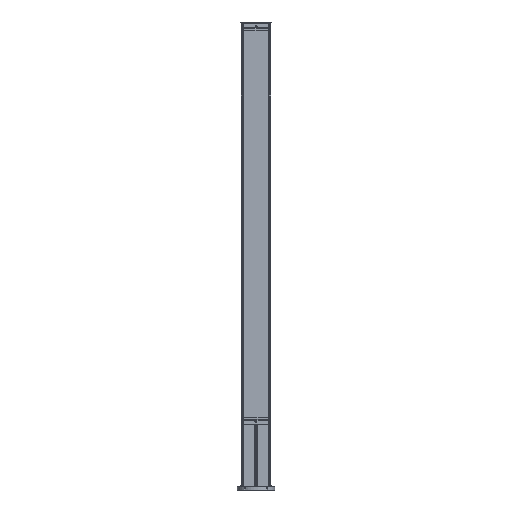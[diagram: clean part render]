
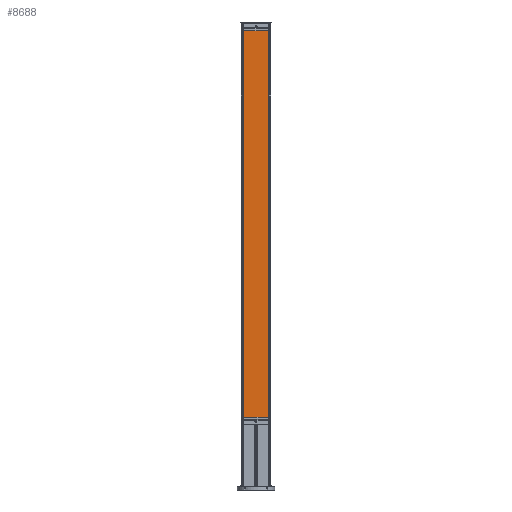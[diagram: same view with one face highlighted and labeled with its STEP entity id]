
A CAD part, front view. The second image highlights one B-rep face of the part: STEP entity #8688.
In plain terms, the highlighted planar face has unit normal (0, -1, 0).
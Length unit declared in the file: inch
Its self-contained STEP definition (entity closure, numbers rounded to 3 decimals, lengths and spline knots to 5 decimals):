
#5 = CARTESIAN_POINT ( 'NONE',  ( 2.26471, -0.92741, 85.7874 ) ) ;
#784 = LINE ( 'NONE', #5704, #2420 ) ;
#819 = EDGE_CURVE ( 'NONE', #1922, #12748, #8085, .T. ) ;
#1080 = VERTEX_POINT ( 'NONE', #1992 ) ;
#1360 = LINE ( 'NONE', #2416, #14075 ) ;
#1480 = VERTEX_POINT ( 'NONE', #2688 ) ;
#1505 = VERTEX_POINT ( 'NONE', #13556 ) ;
#1612 = CARTESIAN_POINT ( 'NONE',  ( -2.26285, -0.92741, 85.7874 ) ) ;
#1822 = ORIENTED_EDGE ( 'NONE', *, *, #11694, .T. ) ;
#1841 = DIRECTION ( 'NONE',  ( 0., 0., -1. ) ) ;
#1891 = CARTESIAN_POINT ( 'NONE',  ( 2.39173, -0.92741, 86.10236 ) ) ;
#1922 = VERTEX_POINT ( 'NONE', #5 ) ;
#1992 = CARTESIAN_POINT ( 'NONE',  ( 2.39173, -0.92741, 13.18898 ) ) ;
#2192 = CARTESIAN_POINT ( 'NONE',  ( 1.50973, -0.92741, 85.7874 ) ) ;
#2202 = LINE ( 'NONE', #3341, #13900 ) ;
#2231 = VECTOR ( 'NONE', #6050, 39.37008 ) ;
#2416 = CARTESIAN_POINT ( 'NONE',  ( 2.39173, -0.92741, 75.3937 ) ) ;
#2420 = VECTOR ( 'NONE', #5536, 39.37008 ) ;
#2563 = FACE_OUTER_BOUND ( 'NONE', #7354, .T. ) ;
#2688 = CARTESIAN_POINT ( 'NONE',  ( -2.26665, -0.92741, 13.50394 ) ) ;
#2725 = CARTESIAN_POINT ( 'NONE',  ( -2.39173, -0.92741, 86.10236 ) ) ;
#3013 = ORIENTED_EDGE ( 'NONE', *, *, #3456, .F. ) ;
#3341 = CARTESIAN_POINT ( 'NONE',  ( 1.50973, -0.92741, 86.10236 ) ) ;
#3409 = ORIENTED_EDGE ( 'NONE', *, *, #4904, .T. ) ;
#3456 = EDGE_CURVE ( 'NONE', #9387, #9161, #8708, .T. ) ;
#3563 = DIRECTION ( 'NONE',  ( 0., 0., 1. ) ) ;
#3866 = DIRECTION ( 'NONE',  ( 0., 0., 1. ) ) ;
#3980 = VERTEX_POINT ( 'NONE', #10206 ) ;
#4476 = DIRECTION ( 'NONE',  ( -1., 0., 0. ) ) ;
#4588 = CARTESIAN_POINT ( 'NONE',  ( 2.26471, -0.92741, 9.40945 ) ) ;
#4615 = VECTOR ( 'NONE', #3563, 39.37008 ) ;
#4691 = LINE ( 'NONE', #14387, #7219 ) ;
#4749 = EDGE_CURVE ( 'NONE', #3980, #1480, #10495, .T. ) ;
#4772 = CARTESIAN_POINT ( 'NONE',  ( 1.50973, -0.92741, 13.50394 ) ) ;
#4904 = EDGE_CURVE ( 'NONE', #1480, #1505, #15745, .T. ) ;
#5354 = VERTEX_POINT ( 'NONE', #6975 ) ;
#5536 = DIRECTION ( 'NONE',  ( 1., 0., 0. ) ) ;
#5704 = CARTESIAN_POINT ( 'NONE',  ( 1.50973, -0.92741, 13.18898 ) ) ;
#6050 = DIRECTION ( 'NONE',  ( 0., 0., -1. ) ) ;
#6477 = ORIENTED_EDGE ( 'NONE', *, *, #13884, .F. ) ;
#6522 = PLANE ( 'NONE',  #12721 ) ;
#6641 = CARTESIAN_POINT ( 'NONE',  ( -2.26285, -0.92741, 9.40945 ) ) ;
#6975 = CARTESIAN_POINT ( 'NONE',  ( 2.26091, -0.92741, 13.18898 ) ) ;
#7197 = ORIENTED_EDGE ( 'NONE', *, *, #819, .T. ) ;
#7219 = VECTOR ( 'NONE', #10879, 39.37008 ) ;
#7267 = CARTESIAN_POINT ( 'NONE',  ( -2.39173, -0.92741, 75.3937 ) ) ;
#7354 = EDGE_LOOP ( 'NONE', ( #14798, #13203, #13727, #3013, #1822, #7197, #13465, #14553, #6477, #11392, #12841, #3409 ) ) ;
#7569 = VECTOR ( 'NONE', #1841, 39.37008 ) ;
#7714 = CARTESIAN_POINT ( 'NONE',  ( -2.39173, -0.92741, 13.18898 ) ) ;
#8085 = LINE ( 'NONE', #2192, #14894 ) ;
#8257 = DIRECTION ( 'NONE',  ( -1., 0., 0. ) ) ;
#8452 = VERTEX_POINT ( 'NONE', #2725 ) ;
#8551 = EDGE_CURVE ( 'NONE', #1505, #5354, #11594, .T. ) ;
#8564 = DIRECTION ( 'NONE',  ( 1., 0., 0. ) ) ;
#8688 = ADVANCED_FACE ( 'NONE', ( #2563 ), #6522, .T. ) ;
#8708 = LINE ( 'NONE', #12005, #14127 ) ;
#8794 = DIRECTION ( 'NONE',  ( 1., 0., 0. ) ) ;
#8923 = DIRECTION ( 'NONE',  ( 0., 0., -1. ) ) ;
#9080 = EDGE_CURVE ( 'NONE', #11079, #3980, #784, .T. ) ;
#9138 = DIRECTION ( 'NONE',  ( 0., 0., 1. ) ) ;
#9161 = VERTEX_POINT ( 'NONE', #1891 ) ;
#9204 = LINE ( 'NONE', #6641, #11526 ) ;
#9387 = VERTEX_POINT ( 'NONE', #10490 ) ;
#9960 = EDGE_CURVE ( 'NONE', #11777, #8452, #2202, .T. ) ;
#10111 = DIRECTION ( 'NONE',  ( 0., 0., 1. ) ) ;
#10206 = CARTESIAN_POINT ( 'NONE',  ( -2.26665, -0.92741, 13.18898 ) ) ;
#10321 = CARTESIAN_POINT ( 'NONE',  ( 2.26091, -0.92741, 9.40945 ) ) ;
#10490 = CARTESIAN_POINT ( 'NONE',  ( 2.26471, -0.92741, 86.10236 ) ) ;
#10495 = LINE ( 'NONE', #12899, #14528 ) ;
#10870 = LINE ( 'NONE', #4588, #2231 ) ;
#10879 = DIRECTION ( 'NONE',  ( 1., 0., 0. ) ) ;
#11079 = VERTEX_POINT ( 'NONE', #7714 ) ;
#11230 = VECTOR ( 'NONE', #8794, 39.37008 ) ;
#11392 = ORIENTED_EDGE ( 'NONE', *, *, #9080, .T. ) ;
#11526 = VECTOR ( 'NONE', #10111, 39.37008 ) ;
#11594 = LINE ( 'NONE', #10321, #7569 ) ;
#11694 = EDGE_CURVE ( 'NONE', #9387, #1922, #10870, .T. ) ;
#11777 = VERTEX_POINT ( 'NONE', #14132 ) ;
#12005 = CARTESIAN_POINT ( 'NONE',  ( 2.47578, -0.92741, 86.10236 ) ) ;
#12424 = EDGE_CURVE ( 'NONE', #12748, #11777, #9204, .T. ) ;
#12448 = CARTESIAN_POINT ( 'NONE',  ( 1.50973, -0.92741, 9.40945 ) ) ;
#12721 = AXIS2_PLACEMENT_3D ( 'NONE', #12448, #13583, #8923 ) ;
#12748 = VERTEX_POINT ( 'NONE', #1612 ) ;
#12841 = ORIENTED_EDGE ( 'NONE', *, *, #4749, .T. ) ;
#12899 = CARTESIAN_POINT ( 'NONE',  ( -2.26665, -0.92741, 9.40945 ) ) ;
#13203 = ORIENTED_EDGE ( 'NONE', *, *, #15073, .T. ) ;
#13245 = EDGE_CURVE ( 'NONE', #1080, #9161, #1360, .T. ) ;
#13465 = ORIENTED_EDGE ( 'NONE', *, *, #12424, .T. ) ;
#13556 = CARTESIAN_POINT ( 'NONE',  ( 2.26091, -0.92741, 13.50394 ) ) ;
#13583 = DIRECTION ( 'NONE',  ( 0., -1., 0. ) ) ;
#13727 = ORIENTED_EDGE ( 'NONE', *, *, #13245, .T. ) ;
#13884 = EDGE_CURVE ( 'NONE', #11079, #8452, #14558, .T. ) ;
#13900 = VECTOR ( 'NONE', #8257, 39.37008 ) ;
#14075 = VECTOR ( 'NONE', #3866, 39.37008 ) ;
#14127 = VECTOR ( 'NONE', #8564, 39.37008 ) ;
#14132 = CARTESIAN_POINT ( 'NONE',  ( -2.26285, -0.92741, 86.10236 ) ) ;
#14387 = CARTESIAN_POINT ( 'NONE',  ( 1.50973, -0.92741, 13.18898 ) ) ;
#14528 = VECTOR ( 'NONE', #9138, 39.37008 ) ;
#14553 = ORIENTED_EDGE ( 'NONE', *, *, #9960, .T. ) ;
#14558 = LINE ( 'NONE', #7267, #4615 ) ;
#14798 = ORIENTED_EDGE ( 'NONE', *, *, #8551, .T. ) ;
#14894 = VECTOR ( 'NONE', #4476, 39.37008 ) ;
#15073 = EDGE_CURVE ( 'NONE', #5354, #1080, #4691, .T. ) ;
#15745 = LINE ( 'NONE', #4772, #11230 ) ;
